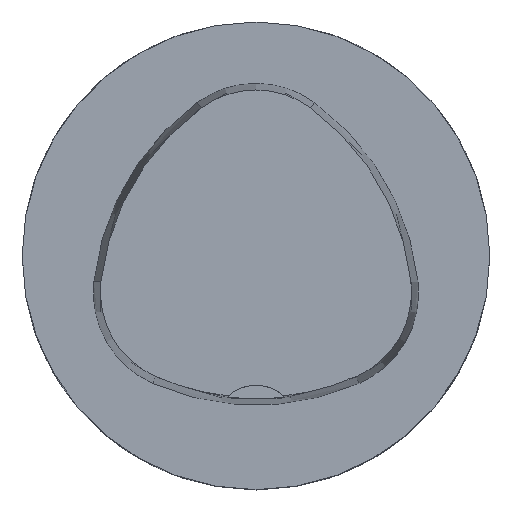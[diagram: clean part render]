
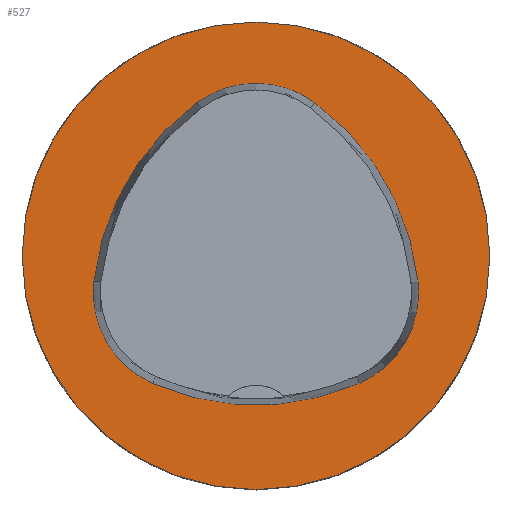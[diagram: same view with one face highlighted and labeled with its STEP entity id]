
A CAD part, top view. The second image highlights one B-rep face of the part: STEP entity #527.
In plain terms, the highlighted planar face has unit normal (0, 0, 1).
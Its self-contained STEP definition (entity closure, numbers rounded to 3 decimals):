
#158=FACE_BOUND('',#1113,.T.);
#159=FACE_BOUND('',#1114,.T.);
#306=CIRCLE('',#4525,40.);
#307=CIRCLE('',#4531,44.);
#309=CIRCLE('',#4534,17.);
#311=CIRCLE('',#4537,44.);
#313=CIRCLE('',#4540,17.);
#317=CIRCLE('',#4545,44.);
#319=CIRCLE('',#4548,17.);
#527=ADVANCED_FACE('',(#158,#159),#741,.T.);
#741=PLANE('',#4554);
#1113=EDGE_LOOP('',(#2348,#2349,#2350,#2351,#2352,#2353));
#1114=EDGE_LOOP('',(#2354));
#2348=ORIENTED_EDGE('',*,*,#3916,.T.);
#2349=ORIENTED_EDGE('',*,*,#3896,.T.);
#2350=ORIENTED_EDGE('',*,*,#3900,.T.);
#2351=ORIENTED_EDGE('',*,*,#3903,.T.);
#2352=ORIENTED_EDGE('',*,*,#3906,.T.);
#2353=ORIENTED_EDGE('',*,*,#3914,.T.);
#2354=ORIENTED_EDGE('',*,*,#3887,.F.);
#3413=VERTEX_POINT('',#6702);
#3422=VERTEX_POINT('',#6721);
#3423=VERTEX_POINT('',#6722);
#3426=VERTEX_POINT('',#6730);
#3428=VERTEX_POINT('',#6736);
#3430=VERTEX_POINT('',#6742);
#3437=VERTEX_POINT('',#6763);
#3887=EDGE_CURVE('',#3413,#3413,#306,.T.);
#3896=EDGE_CURVE('',#3422,#3423,#307,.T.);
#3900=EDGE_CURVE('',#3423,#3426,#309,.T.);
#3903=EDGE_CURVE('',#3426,#3428,#311,.T.);
#3906=EDGE_CURVE('',#3428,#3430,#313,.T.);
#3914=EDGE_CURVE('',#3430,#3437,#317,.T.);
#3916=EDGE_CURVE('',#3437,#3422,#319,.T.);
#4525=AXIS2_PLACEMENT_3D('',#6701,#5240,#5241);
#4531=AXIS2_PLACEMENT_3D('',#6720,#5256,#5257);
#4534=AXIS2_PLACEMENT_3D('',#6729,#5264,#5265);
#4537=AXIS2_PLACEMENT_3D('',#6735,#5271,#5272);
#4540=AXIS2_PLACEMENT_3D('',#6741,#5278,#5279);
#4545=AXIS2_PLACEMENT_3D('',#6764,#5290,#5291);
#4548=AXIS2_PLACEMENT_3D('',#6767,#5296,#5297);
#4554=AXIS2_PLACEMENT_3D('',#6773,#5308,#5309);
#5240=DIRECTION('',(0.,0.,-1.));
#5241=DIRECTION('',(-1.,0.,0.));
#5256=DIRECTION('',(0.,0.,-1.));
#5257=DIRECTION('',(-1.,0.,0.));
#5264=DIRECTION('',(0.,0.,-1.));
#5265=DIRECTION('',(-1.,0.,0.));
#5271=DIRECTION('',(0.,0.,-1.));
#5272=DIRECTION('',(-1.,0.,0.));
#5278=DIRECTION('',(0.,0.,-1.));
#5279=DIRECTION('',(-1.,0.,0.));
#5290=DIRECTION('',(0.,0.,-1.));
#5291=DIRECTION('',(-1.,0.,0.));
#5296=DIRECTION('',(0.,0.,-1.));
#5297=DIRECTION('',(-1.,0.,0.));
#5308=DIRECTION('',(0.,0.,1.));
#5309=DIRECTION('',(-1.,0.,0.));
#6701=CARTESIAN_POINT('',(0.,0.,0.));
#6702=CARTESIAN_POINT('',(-40.,0.,0.));
#6720=CARTESIAN_POINT('',(16.01,-9.224,0.));
#6721=CARTESIAN_POINT('',(-27.722,-4.378,0.));
#6722=CARTESIAN_POINT('',(-10.119,26.178,0.));
#6729=CARTESIAN_POINT('',(-0.023,12.5,0.));
#6730=CARTESIAN_POINT('',(10.049,26.194,0.));
#6735=CARTESIAN_POINT('',(-16.021,-9.25,0.));
#6736=CARTESIAN_POINT('',(27.71,-4.394,0.));
#6741=CARTESIAN_POINT('',(10.814,-6.27,0.));
#6742=CARTESIAN_POINT('',(17.611,-21.852,0.));
#6763=CARTESIAN_POINT('',(-17.652,-21.819,0.));
#6764=CARTESIAN_POINT('',(0.017,18.477,0.));
#6767=CARTESIAN_POINT('',(-10.825,-6.25,0.));
#6773=CARTESIAN_POINT('',(0.,0.,0.));
